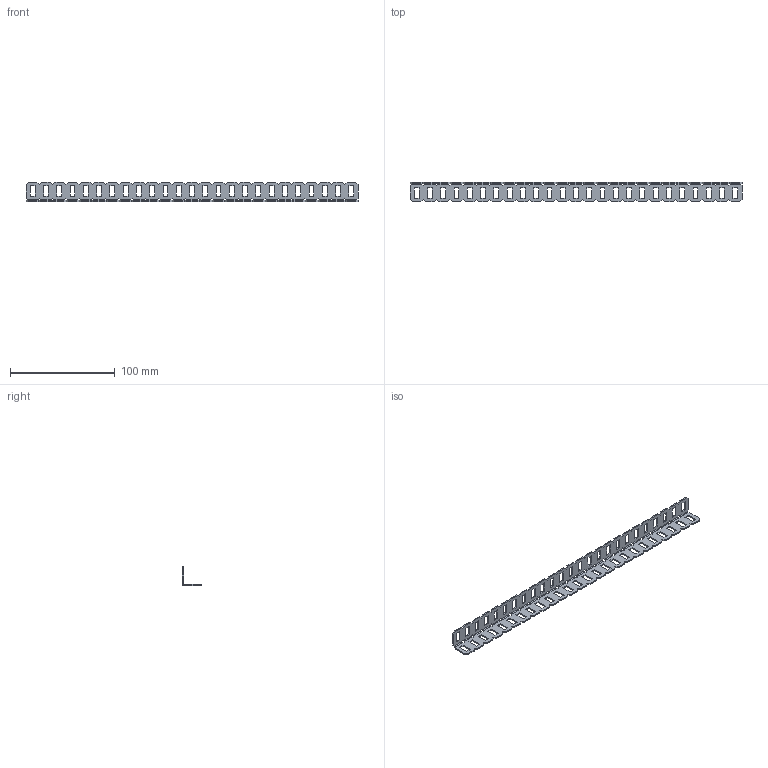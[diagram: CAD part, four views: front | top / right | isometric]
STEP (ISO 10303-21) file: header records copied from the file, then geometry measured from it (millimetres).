
FILE_DESCRIPTION(/* description */ (''),/* implementation_level */ '2;1');
FILE_NAME(/* name */ 'Short Slotted Angle (Segmented Angle, 1x1x25).ipt.step',/* time_stamp */ '2020-04-16T22:58:22-04:00',/* author */ ('Jordan'),/* organization */ (''),/* preprocessor_version */ 'ST-DEVELOPER v17',/* originating_system */ 'Autodesk Inventor 2019',/* authorisation */ '');
FILE_SCHEMA (('AUTOMOTIVE_DESIGN { 1 0 10303 214 3 1 1 }'));
Length unit declared in the file: inch
Products named in the file (1): Short Slotted Angle (Segmented Angle, 1x1x25)
Bounding box: 317.5 x 18.49 x 18.49 mm (x, y, z)
Volume: 9833.7 mm3; surface area: 19798.7 mm2
Topology: 1 solids, 1 shells, 608 faces, 2524 edges, 2382 vertices
Faces by surface type: plane 458, bspline 100, cylinder 50
Entity records: 26704 total; most frequent: CARTESIAN_POINT 8728, ORIENTED_EDGE 3724, DIRECTION 2980, EDGE_CURVE 1862, LINE 1662, VECTOR 1662, VERTEX_POINT 1208, EDGE_LOOP 708
